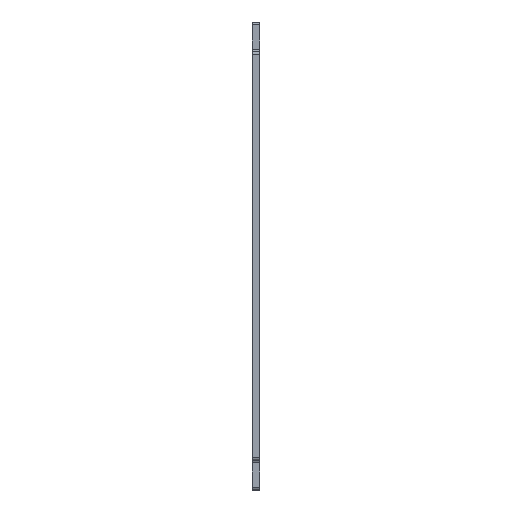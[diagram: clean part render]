
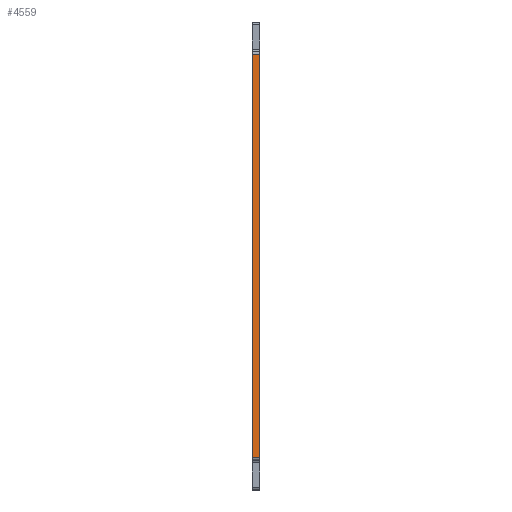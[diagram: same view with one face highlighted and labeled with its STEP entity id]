
A CAD part, left-side view. The second image highlights one B-rep face of the part: STEP entity #4559.
In plain terms, the highlighted planar face has unit normal (-1, 0, 0).
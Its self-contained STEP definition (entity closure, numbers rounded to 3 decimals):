
#144 = ORIENTED_EDGE ( 'NONE', *, *, #1756, .T. ) ;
#239 = DIRECTION ( 'NONE',  ( 0., 0., -1. ) ) ;
#269 = CARTESIAN_POINT ( 'NONE',  ( -280., 6., -170. ) ) ;
#783 = CARTESIAN_POINT ( 'NONE',  ( -280., 6., 172. ) ) ;
#1300 = EDGE_LOOP ( 'NONE', ( #4437, #4118, #3100, #144 ) ) ;
#1756 = EDGE_CURVE ( 'NONE', #4177, #4981, #5663, .T. ) ;
#2287 = CARTESIAN_POINT ( 'NONE',  ( -280., 0., 170. ) ) ;
#2317 = CARTESIAN_POINT ( 'NONE',  ( -280., 0., 172. ) ) ;
#2365 = LINE ( 'NONE', #4582, #2906 ) ;
#2466 = CARTESIAN_POINT ( 'NONE',  ( -280., 6., 170. ) ) ;
#2544 = LINE ( 'NONE', #5380, #5453 ) ;
#2755 = VECTOR ( 'NONE', #4053, 1000. ) ;
#2758 = CARTESIAN_POINT ( 'NONE',  ( -280., 6., -170. ) ) ;
#2798 = VECTOR ( 'NONE', #5666, 1000. ) ;
#2906 = VECTOR ( 'NONE', #5722, 1000. ) ;
#3000 = DIRECTION ( 'NONE',  ( 1., 0., 0. ) ) ;
#3100 = ORIENTED_EDGE ( 'NONE', *, *, #4936, .F. ) ;
#3987 = LINE ( 'NONE', #2317, #2798 ) ;
#4053 = DIRECTION ( 'NONE',  ( 0., -1., 0. ) ) ;
#4118 = ORIENTED_EDGE ( 'NONE', *, *, #5525, .T. ) ;
#4177 = VERTEX_POINT ( 'NONE', #2758 ) ;
#4350 = EDGE_CURVE ( 'NONE', #4981, #6441, #3987, .T. ) ;
#4437 = ORIENTED_EDGE ( 'NONE', *, *, #4350, .T. ) ;
#4559 = ADVANCED_FACE ( 'NONE', ( #6313 ), #5767, .F. ) ;
#4582 = CARTESIAN_POINT ( 'NONE',  ( -280., 6., 170. ) ) ;
#4828 = DIRECTION ( 'NONE',  ( 0., 0., 1. ) ) ;
#4936 = EDGE_CURVE ( 'NONE', #4177, #6007, #2544, .T. ) ;
#4981 = VERTEX_POINT ( 'NONE', #6074 ) ;
#5380 = CARTESIAN_POINT ( 'NONE',  ( -280., 6., 172. ) ) ;
#5453 = VECTOR ( 'NONE', #4828, 1000. ) ;
#5525 = EDGE_CURVE ( 'NONE', #6441, #6007, #2365, .T. ) ;
#5663 = LINE ( 'NONE', #269, #2755 ) ;
#5666 = DIRECTION ( 'NONE',  ( 0., 0., 1. ) ) ;
#5722 = DIRECTION ( 'NONE',  ( 0., 1., 0. ) ) ;
#5767 = PLANE ( 'NONE',  #6743 ) ;
#6007 = VERTEX_POINT ( 'NONE', #2466 ) ;
#6074 = CARTESIAN_POINT ( 'NONE',  ( -280., 0., -170. ) ) ;
#6313 = FACE_OUTER_BOUND ( 'NONE', #1300, .T. ) ;
#6441 = VERTEX_POINT ( 'NONE', #2287 ) ;
#6743 = AXIS2_PLACEMENT_3D ( 'NONE', #783, #3000, #239 ) ;
